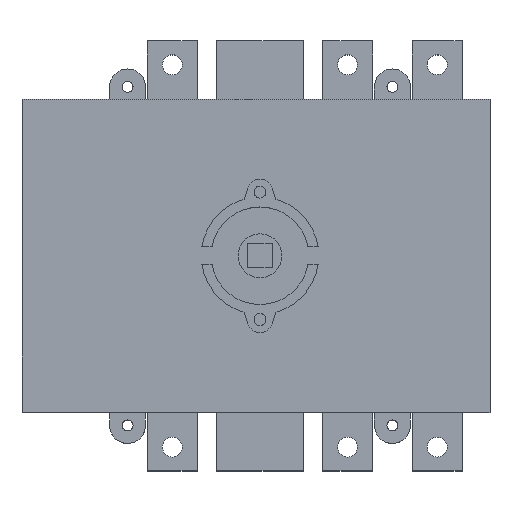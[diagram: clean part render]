
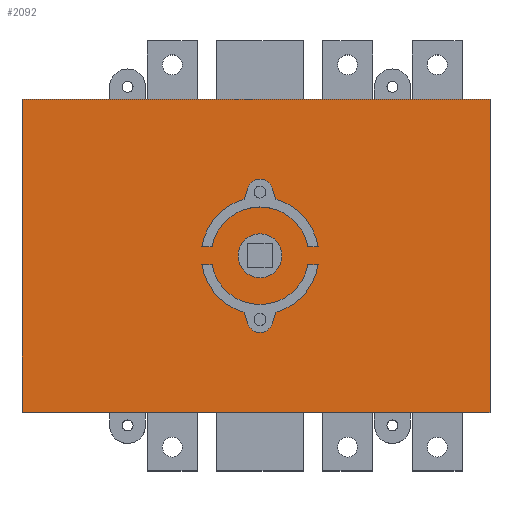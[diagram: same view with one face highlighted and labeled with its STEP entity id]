
A CAD part, top view. The second image highlights one B-rep face of the part: STEP entity #2092.
In plain terms, the highlighted planar face has unit normal (0, 0, 1).
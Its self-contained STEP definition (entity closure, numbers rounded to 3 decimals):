
#84=PLANE('',#5536);
#187=FACE_BOUND('',#486,.T.);
#188=FACE_BOUND('',#487,.T.);
#189=FACE_BOUND('',#488,.T.);
#288=FACE_OUTER_BOUND('',#485,.T.);
#485=EDGE_LOOP('',(#1644,#1645,#1646,#1647));
#486=EDGE_LOOP('',(#1648,#1649,#1650,#1651,#1652,#1653,#1654,#1655));
#487=EDGE_LOOP('',(#1656,#1657,#1658,#1659,#1660,#1661,#1662,#1663));
#488=EDGE_LOOP('',(#1664));
#616=VERTEX_POINT('',#9210);
#617=VERTEX_POINT('',#9212);
#747=VERTEX_POINT('',#9583);
#748=VERTEX_POINT('',#9585);
#772=VERTEX_POINT('',#9646);
#773=VERTEX_POINT('',#9652);
#774=VERTEX_POINT('',#9653);
#775=VERTEX_POINT('',#9655);
#776=VERTEX_POINT('',#9657);
#777=VERTEX_POINT('',#9659);
#778=VERTEX_POINT('',#9661);
#779=VERTEX_POINT('',#9663);
#780=VERTEX_POINT('',#9665);
#781=VERTEX_POINT('',#9668);
#782=VERTEX_POINT('',#9669);
#783=VERTEX_POINT('',#9671);
#784=VERTEX_POINT('',#9673);
#785=VERTEX_POINT('',#9675);
#786=VERTEX_POINT('',#9677);
#787=VERTEX_POINT('',#9679);
#788=VERTEX_POINT('',#9681);
#886=EDGE_CURVE('',#616,#617,#4197,.T.);
#1064=EDGE_CURVE('',#747,#748,#4353,.T.);
#1094=EDGE_CURVE('',#772,#772,#2370,.T.);
#1095=EDGE_CURVE('',#617,#747,#4378,.T.);
#1096=EDGE_CURVE('',#748,#616,#4379,.T.);
#1097=EDGE_CURVE('',#773,#774,#2371,.T.);
#1098=EDGE_CURVE('',#774,#775,#4380,.T.);
#1099=EDGE_CURVE('',#775,#776,#2372,.T.);
#1100=EDGE_CURVE('',#776,#777,#4381,.T.);
#1101=EDGE_CURVE('',#777,#778,#2373,.T.);
#1102=EDGE_CURVE('',#778,#779,#4382,.T.);
#1103=EDGE_CURVE('',#779,#780,#2374,.T.);
#1104=EDGE_CURVE('',#780,#773,#4383,.T.);
#1105=EDGE_CURVE('',#781,#782,#2375,.T.);
#1106=EDGE_CURVE('',#782,#783,#4384,.T.);
#1107=EDGE_CURVE('',#783,#784,#2376,.T.);
#1108=EDGE_CURVE('',#784,#785,#4385,.T.);
#1109=EDGE_CURVE('',#785,#786,#2377,.T.);
#1110=EDGE_CURVE('',#786,#787,#4386,.T.);
#1111=EDGE_CURVE('',#787,#788,#2378,.T.);
#1112=EDGE_CURVE('',#788,#781,#4387,.T.);
#1644=ORIENTED_EDGE('',*,*,#1095,.F.);
#1645=ORIENTED_EDGE('',*,*,#886,.F.);
#1646=ORIENTED_EDGE('',*,*,#1096,.F.);
#1647=ORIENTED_EDGE('',*,*,#1064,.F.);
#1648=ORIENTED_EDGE('',*,*,#1097,.T.);
#1649=ORIENTED_EDGE('',*,*,#1098,.T.);
#1650=ORIENTED_EDGE('',*,*,#1099,.T.);
#1651=ORIENTED_EDGE('',*,*,#1100,.T.);
#1652=ORIENTED_EDGE('',*,*,#1101,.T.);
#1653=ORIENTED_EDGE('',*,*,#1102,.T.);
#1654=ORIENTED_EDGE('',*,*,#1103,.T.);
#1655=ORIENTED_EDGE('',*,*,#1104,.T.);
#1656=ORIENTED_EDGE('',*,*,#1105,.T.);
#1657=ORIENTED_EDGE('',*,*,#1106,.T.);
#1658=ORIENTED_EDGE('',*,*,#1107,.T.);
#1659=ORIENTED_EDGE('',*,*,#1108,.T.);
#1660=ORIENTED_EDGE('',*,*,#1109,.T.);
#1661=ORIENTED_EDGE('',*,*,#1110,.T.);
#1662=ORIENTED_EDGE('',*,*,#1111,.T.);
#1663=ORIENTED_EDGE('',*,*,#1112,.T.);
#1664=ORIENTED_EDGE('',*,*,#1094,.T.);
#2092=ADVANCED_FACE('',(#288,#187,#188,#189),#84,.T.);
#2370=CIRCLE('',#5534,11.);
#2371=CIRCLE('',#5537,29.501);
#2372=CIRCLE('',#5538,6.499);
#2373=CIRCLE('',#5539,29.5);
#2374=CIRCLE('',#5540,24.499);
#2375=CIRCLE('',#5541,29.5);
#2376=CIRCLE('',#5542,6.499);
#2377=CIRCLE('',#5543,29.501);
#2378=CIRCLE('',#5544,24.499);
#4197=LINE('',#9213,#4979);
#4353=LINE('',#9586,#5135);
#4378=LINE('',#9650,#5160);
#4379=LINE('',#9651,#5161);
#4380=LINE('',#9656,#5162);
#4381=LINE('',#9660,#5163);
#4382=LINE('',#9664,#5164);
#4383=LINE('',#9667,#5165);
#4384=LINE('',#9672,#5166);
#4385=LINE('',#9676,#5167);
#4386=LINE('',#9680,#5168);
#4387=LINE('',#9683,#5169);
#4979=VECTOR('',#6512,10.);
#5135=VECTOR('',#6840,10.);
#5160=VECTOR('',#6895,10.);
#5161=VECTOR('',#6896,10.);
#5162=VECTOR('',#6899,10.);
#5163=VECTOR('',#6902,10.);
#5164=VECTOR('',#6905,10.);
#5165=VECTOR('',#6908,10.);
#5166=VECTOR('',#6911,10.);
#5167=VECTOR('',#6914,10.);
#5168=VECTOR('',#6917,10.);
#5169=VECTOR('',#6920,10.);
#5534=AXIS2_PLACEMENT_3D('',#9647,#6889,#6890);
#5536=AXIS2_PLACEMENT_3D('',#9649,#6893,#6894);
#5537=AXIS2_PLACEMENT_3D('',#9654,#6897,#6898);
#5538=AXIS2_PLACEMENT_3D('',#9658,#6900,#6901);
#5539=AXIS2_PLACEMENT_3D('',#9662,#6903,#6904);
#5540=AXIS2_PLACEMENT_3D('',#9666,#6906,#6907);
#5541=AXIS2_PLACEMENT_3D('',#9670,#6909,#6910);
#5542=AXIS2_PLACEMENT_3D('',#9674,#6912,#6913);
#5543=AXIS2_PLACEMENT_3D('',#9678,#6915,#6916);
#5544=AXIS2_PLACEMENT_3D('',#9682,#6918,#6919);
#6512=DIRECTION('',(-1.,0.,0.));
#6840=DIRECTION('',(1.,0.,0.));
#6889=DIRECTION('center_axis',(0.,0.,-1.));
#6890=DIRECTION('ref_axis',(-1.,0.,0.));
#6893=DIRECTION('center_axis',(0.,0.,1.));
#6894=DIRECTION('ref_axis',(1.,0.,0.));
#6895=DIRECTION('',(0.,1.,0.));
#6896=DIRECTION('',(0.,-1.,0.));
#6897=DIRECTION('center_axis',(0.,0.,-1.));
#6898=DIRECTION('ref_axis',(0.271,-0.963,0.));
#6899=DIRECTION('',(0.308,0.951,0.));
#6900=DIRECTION('center_axis',(0.,0.,-1.));
#6901=DIRECTION('ref_axis',(-0.951,-0.308,0.));
#6902=DIRECTION('',(0.308,-0.951,0.));
#6903=DIRECTION('center_axis',(0.,0.,-1.));
#6904=DIRECTION('ref_axis',(-0.988,-0.153,0.));
#6905=DIRECTION('',(-1.,0.,0.));
#6906=DIRECTION('center_axis',(0.,0.,1.));
#6907=DIRECTION('ref_axis',(0.983,0.183,0.));
#6908=DIRECTION('',(-1.,0.,0.));
#6909=DIRECTION('center_axis',(0.,0.,-1.));
#6910=DIRECTION('ref_axis',(-0.271,0.963,0.));
#6911=DIRECTION('',(-0.308,-0.951,0.));
#6912=DIRECTION('center_axis',(0.,0.,-1.));
#6913=DIRECTION('ref_axis',(0.951,0.308,0.));
#6914=DIRECTION('',(-0.308,0.951,0.));
#6915=DIRECTION('center_axis',(0.,0.,-1.));
#6916=DIRECTION('ref_axis',(0.988,0.153,0.));
#6917=DIRECTION('',(1.,0.,0.));
#6918=DIRECTION('center_axis',(0.,0.,1.));
#6919=DIRECTION('ref_axis',(-0.983,-0.183,0.));
#6920=DIRECTION('',(1.,0.,0.));
#9210=CARTESIAN_POINT('',(235.,-78.5,114.));
#9212=CARTESIAN_POINT('',(0.,-78.5,114.));
#9213=CARTESIAN_POINT('',(0.,-78.5,114.));
#9583=CARTESIAN_POINT('',(0.,78.5,114.));
#9585=CARTESIAN_POINT('',(235.,78.5,114.));
#9586=CARTESIAN_POINT('',(235.,78.5,114.));
#9646=CARTESIAN_POINT('',(130.501,-0.012,114.));
#9647=CARTESIAN_POINT('Origin',(119.501,-0.012,114.));
#9649=CARTESIAN_POINT('Origin',(117.5,0.,114.));
#9650=CARTESIAN_POINT('',(0.,78.5,114.));
#9651=CARTESIAN_POINT('',(235.,-78.5,114.));
#9652=CARTESIAN_POINT('',(90.344,4.488,114.));
#9653=CARTESIAN_POINT('',(111.499,28.382,114.));
#9654=CARTESIAN_POINT('Origin',(119.5,-0.013,114.));
#9655=CARTESIAN_POINT('',(113.316,33.993,114.));
#9656=CARTESIAN_POINT('',(107.624,16.418,114.));
#9657=CARTESIAN_POINT('',(125.682,33.993,114.));
#9658=CARTESIAN_POINT('Origin',(119.499,31.991,114.));
#9659=CARTESIAN_POINT('',(127.499,28.382,114.));
#9660=CARTESIAN_POINT('',(130.276,19.809,114.));
#9661=CARTESIAN_POINT('',(148.654,4.488,114.));
#9662=CARTESIAN_POINT('Origin',(119.499,-0.012,114.));
#9663=CARTESIAN_POINT('',(143.582,4.488,114.));
#9664=CARTESIAN_POINT('',(133.077,4.488,114.));
#9665=CARTESIAN_POINT('',(95.416,4.488,114.));
#9666=CARTESIAN_POINT('Origin',(119.499,-0.007,114.));
#9667=CARTESIAN_POINT('',(106.458,4.488,114.));
#9668=CARTESIAN_POINT('',(148.654,-4.488,114.));
#9669=CARTESIAN_POINT('',(127.499,-28.382,114.));
#9670=CARTESIAN_POINT('Origin',(119.499,0.012,114.));
#9671=CARTESIAN_POINT('',(125.682,-33.993,114.));
#9672=CARTESIAN_POINT('',(131.184,-17.004,114.));
#9673=CARTESIAN_POINT('',(113.316,-33.993,114.));
#9674=CARTESIAN_POINT('Origin',(119.499,-31.991,114.));
#9675=CARTESIAN_POINT('',(111.499,-28.382,114.));
#9676=CARTESIAN_POINT('',(108.533,-19.223,114.));
#9677=CARTESIAN_POINT('',(90.344,-4.488,114.));
#9678=CARTESIAN_POINT('Origin',(119.5,0.013,114.));
#9679=CARTESIAN_POINT('',(95.416,-4.488,114.));
#9680=CARTESIAN_POINT('',(103.922,-4.488,114.));
#9681=CARTESIAN_POINT('',(143.582,-4.488,114.));
#9682=CARTESIAN_POINT('Origin',(119.499,0.007,114.));
#9683=CARTESIAN_POINT('',(130.541,-4.488,114.));
